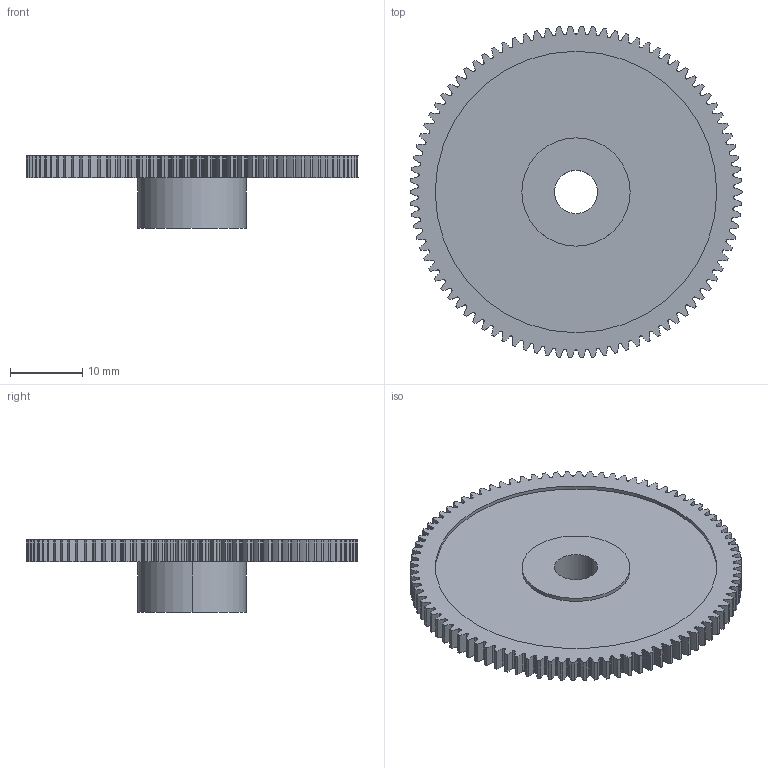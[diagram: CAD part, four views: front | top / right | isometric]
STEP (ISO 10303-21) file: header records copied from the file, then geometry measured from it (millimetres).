
FILE_DESCRIPTION (( 'STEP AP214' ), '1' );
FILE_NAME ('119-005-090.step', '2010-07-19T13:54:14', ( 'WMH Herion Antriebstechnik GmbH' ), ( 'WMH Herion Antriebstechnik GmbH' ), 'SwSTEP 2.0', 'SolidWorks 2010', '' );
FILE_SCHEMA (( 'AUTOMOTIVE_DESIGN' ));
Length unit declared in the file: millimetre
Products named in the file (1): 119-005-090
Bounding box: 46 x 45.98 x 10 mm (x, y, z)
Volume: 4694.9 mm3; surface area: 4635.3 mm2
Topology: 1 solids, 1 shells, 597 faces, 1773 edges, 1182 vertices
Faces by surface type: cylinder 591, plane 6
Entity records: 20787 total; most frequent: DIRECTION 4151, CARTESIAN_POINT 3553, ORIENTED_EDGE 3546, AXIS2_PLACEMENT_3D 1780, EDGE_CURVE 1773, CIRCLE 1182, VERTEX_POINT 1182, EDGE_LOOP 603
